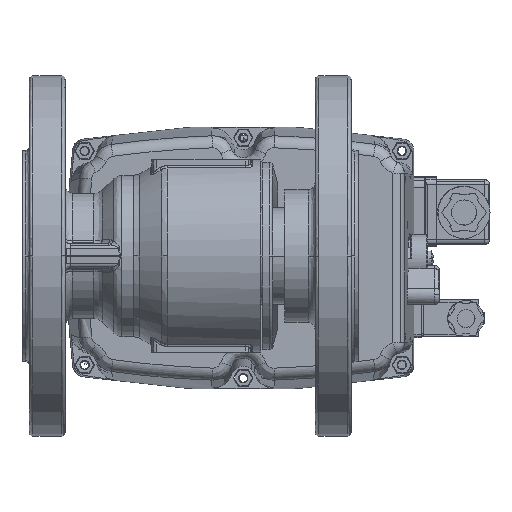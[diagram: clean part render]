
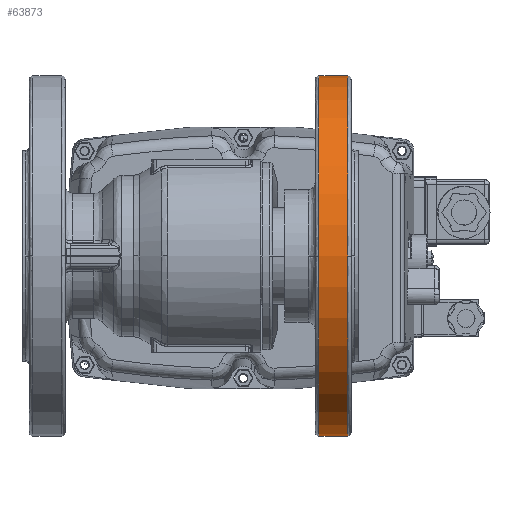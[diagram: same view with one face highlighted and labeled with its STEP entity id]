
A CAD part, front view. The second image highlights one B-rep face of the part: STEP entity #63873.
In plain terms, the highlighted cylindrical face has radius 75 mm (diameter 150 mm), a partial arc.
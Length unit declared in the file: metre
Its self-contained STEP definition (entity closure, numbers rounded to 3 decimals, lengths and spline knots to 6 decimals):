
#1435 = DIRECTION ( 'NONE',  ( 1., 0., 0. ) ) ;
#3402 = LINE ( 'NONE', #24360, #39758 ) ;
#3826 = CIRCLE ( 'NONE', #54650, 0.075 ) ;
#4597 = VERTEX_POINT ( 'NONE', #65495 ) ;
#10980 = CARTESIAN_POINT ( 'NONE',  ( -0.000863, -0.013076, 0.152 ) ) ;
#14714 = DIRECTION ( 'NONE',  ( 0., 0., -1. ) ) ;
#15961 = CARTESIAN_POINT ( 'NONE',  ( -0.000863, -0.013076, 0.077 ) ) ;
#17804 = DIRECTION ( 'NONE',  ( 1., 0., 0. ) ) ;
#18050 = VERTEX_POINT ( 'NONE', #26189 ) ;
#24360 = CARTESIAN_POINT ( 'NONE',  ( -0.000863, -0.013076, 0.227 ) ) ;
#26189 = CARTESIAN_POINT ( 'NONE',  ( 0.005137, -0.013076, 0.077 ) ) ;
#27141 = CARTESIAN_POINT ( 'NONE',  ( -0.006863, -0.013076, 0.227 ) ) ;
#28815 = VERTEX_POINT ( 'NONE', #83470 ) ;
#37100 = DIRECTION ( 'NONE',  ( -1., 0., 0. ) ) ;
#39758 = VECTOR ( 'NONE', #37100, 1. ) ;
#42770 = ORIENTED_EDGE ( 'NONE', *, *, #53128, .T. ) ;
#45541 = CYLINDRICAL_SURFACE ( 'NONE', #71622, 0.075 ) ;
#48390 = AXIS2_PLACEMENT_3D ( 'NONE', #49309, #77040, #14714 ) ;
#49036 = EDGE_CURVE ( 'NONE', #28815, #18050, #78270, .T. ) ;
#49309 = CARTESIAN_POINT ( 'NONE',  ( 0.005137, -0.013076, 0.152 ) ) ;
#49854 = EDGE_CURVE ( 'NONE', #18050, #4597, #65777, .T. ) ;
#53128 = EDGE_CURVE ( 'NONE', #4597, #55515, #3402, .T. ) ;
#53463 = DIRECTION ( 'NONE',  ( 1., 0., 0. ) ) ;
#54650 = AXIS2_PLACEMENT_3D ( 'NONE', #59809, #53463, #81635 ) ;
#55515 = VERTEX_POINT ( 'NONE', #27141 ) ;
#58952 = VECTOR ( 'NONE', #1435, 1. ) ;
#59809 = CARTESIAN_POINT ( 'NONE',  ( -0.006863, -0.013076, 0.152 ) ) ;
#61759 = EDGE_CURVE ( 'NONE', #55515, #28815, #3826, .T. ) ;
#62344 = ORIENTED_EDGE ( 'NONE', *, *, #61759, .T. ) ;
#63873 = ADVANCED_FACE ( 'NONE', ( #81021 ), #45541, .T. ) ;
#65495 = CARTESIAN_POINT ( 'NONE',  ( 0.005137, -0.013076, 0.227 ) ) ;
#65777 = CIRCLE ( 'NONE', #48390, 0.075 ) ;
#68362 = ORIENTED_EDGE ( 'NONE', *, *, #49036, .T. ) ;
#71622 = AXIS2_PLACEMENT_3D ( 'NONE', #10980, #17804, #74186 ) ;
#74186 = DIRECTION ( 'NONE',  ( 0., 0., -1. ) ) ;
#77040 = DIRECTION ( 'NONE',  ( -1., 0., 0. ) ) ;
#78270 = LINE ( 'NONE', #15961, #58952 ) ;
#81021 = FACE_OUTER_BOUND ( 'NONE', #87305, .T. ) ;
#81553 = ORIENTED_EDGE ( 'NONE', *, *, #49854, .T. ) ;
#81635 = DIRECTION ( 'NONE',  ( 0., 0., -1. ) ) ;
#83470 = CARTESIAN_POINT ( 'NONE',  ( -0.006863, -0.013076, 0.077 ) ) ;
#87305 = EDGE_LOOP ( 'NONE', ( #62344, #68362, #81553, #42770 ) ) ;
